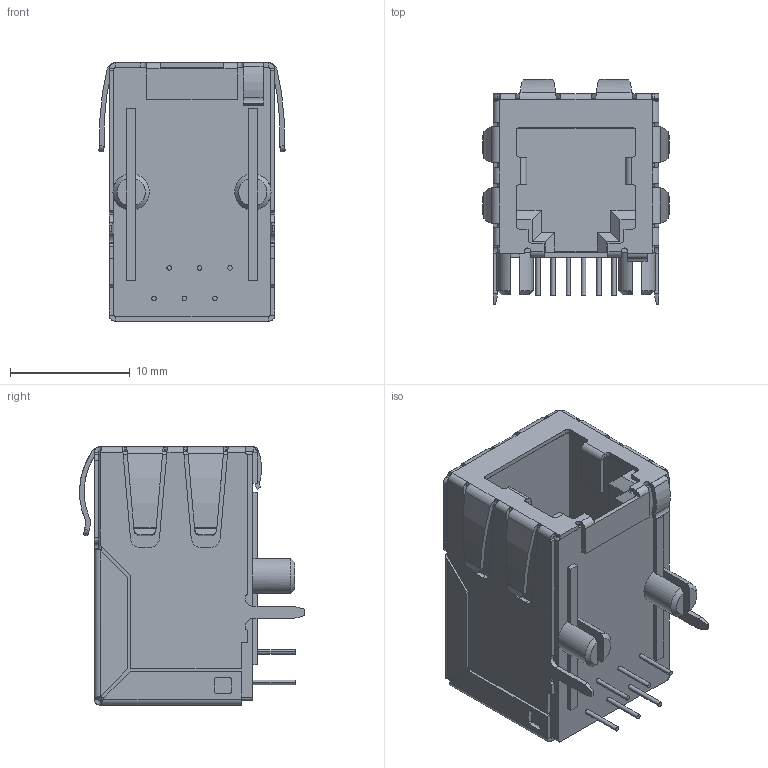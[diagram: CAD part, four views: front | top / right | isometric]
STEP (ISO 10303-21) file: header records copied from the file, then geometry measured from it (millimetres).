
FILE_DESCRIPTION (( 'STEP AP214' ), '1' );
FILE_NAME ('SS-6466S-A-PG4-BA-50.STEP', '2021-05-20T22:52:11', ( '' ), ( '' ), 'SwSTEP 2.0', 'SolidWorks 2017', '' );
FILE_SCHEMA (( 'AUTOMOTIVE_DESIGN' ));
Length unit declared in the file: millimetre
Products named in the file (2): SS-6466S-A-PG4-BA-50
Assembly tree (1 placements, depth 2):
  SS-6466S-A-PG4-BA-50
    SS-6466S-A-PG4-BA-50
Bounding box: 15.62 x 18.8 x 21.59 mm (x, y, z)
Volume: 2839.9 mm3; surface area: 4323.2 mm2
Topology: 9 solids, 9 shells, 476 faces, 1228 edges, 752 vertices
Faces by surface type: plane 254, cylinder 196, bspline 18, cone 4, sphere 4
Entity records: 15236 total; most frequent: CARTESIAN_POINT 4048, ORIENTED_EDGE 2448, DIRECTION 2120, EDGE_CURVE 1224, LINE 788, VECTOR 788, VERTEX_POINT 752, AXIS2_PLACEMENT_3D 666
